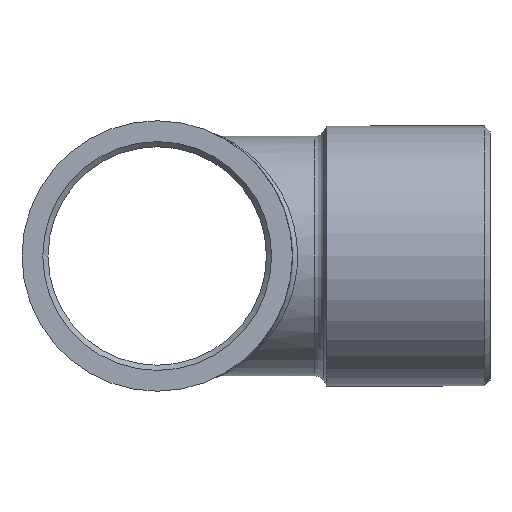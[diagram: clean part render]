
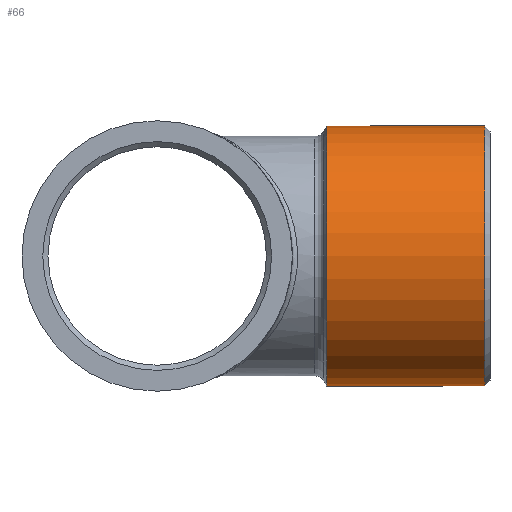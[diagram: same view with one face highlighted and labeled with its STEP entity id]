
A CAD part, front view. The second image highlights one B-rep face of the part: STEP entity #66.
In plain terms, the highlighted cylindrical face has radius 12.5 mm (diameter 25 mm), a full revolution.
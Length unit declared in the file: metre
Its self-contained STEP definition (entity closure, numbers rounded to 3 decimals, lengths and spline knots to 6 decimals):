
#66 = ADVANCED_FACE( 'NONE', ( #147, #148 ), #149, .T. );
#147 = FACE_OUTER_BOUND( '', #240, .T. );
#148 = FACE_OUTER_BOUND( '', #241, .T. );
#149 = CYLINDRICAL_SURFACE( '', #242, 0.0125 );
#240 = EDGE_LOOP( '', ( #705 ) );
#241 = EDGE_LOOP( '', ( #706 ) );
#242 = AXIS2_PLACEMENT_3D( '', #707, #708, #709 );
#705 = ORIENTED_EDGE( '', *, *, #802, .T. );
#706 = ORIENTED_EDGE( '', *, *, #782, .T. );
#707 = CARTESIAN_POINT( '', ( -0.001384, 0., 0. ) );
#708 = DIRECTION( '', ( 1., 0., 0. ) );
#709 = DIRECTION( '', ( 0., 0., 1. ) );
#782 = EDGE_CURVE( 'NONE', #837, #837, #838, .T. );
#802 = EDGE_CURVE( 'NONE', #870, #870, #871, .T. );
#837 = VERTEX_POINT( '', #917 );
#838 = CIRCLE( '', #918, 0.0125 );
#870 = VERTEX_POINT( '', #1146 );
#871 = CIRCLE( '', #1147, 0.0125 );
#917 = CARTESIAN_POINT( '', ( 0.0315, 0., 0.0125 ) );
#918 = AXIS2_PLACEMENT_3D( '', #1286, #1287, #1288 );
#1146 = CARTESIAN_POINT( '', ( 0.016289, 0., -0.0125 ) );
#1147 = AXIS2_PLACEMENT_3D( '', #1313, #1314, #1315 );
#1286 = CARTESIAN_POINT( '', ( 0.0315, 0., 0. ) );
#1287 = DIRECTION( '', ( -1., 0., 0. ) );
#1288 = DIRECTION( '', ( 0., 0., 1. ) );
#1313 = CARTESIAN_POINT( '', ( 0.016289, 0., 0. ) );
#1314 = DIRECTION( '', ( 1., 0., 0. ) );
#1315 = DIRECTION( '', ( 0., 0., -1. ) );
